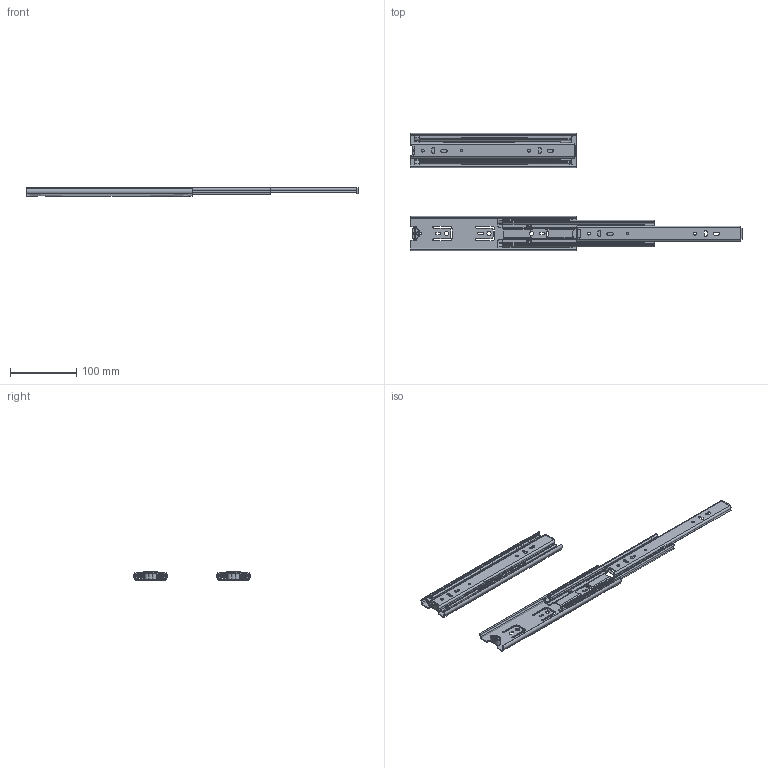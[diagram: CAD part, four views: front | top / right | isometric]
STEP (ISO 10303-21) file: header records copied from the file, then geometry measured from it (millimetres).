
FILE_DESCRIPTION(/* description */ (''),/* implementation_level */ '2;1');
FILE_NAME(/* name */ 'DZ3932-0025.stp',/* time_stamp */ '2021-12-03T12:22:37+00:00',/* author */ ('kchown'),/* organization */ (''),/* preprocessor_version */ 'ST-DEVELOPER v18',/* originating_system */ 'Autodesk Inventor 2020',/* authorisation */ '');
FILE_SCHEMA (('AUTOMOTIVE_DESIGN { 1 0 10303 214 3 1 1 }'));
Products named in the file (35): Accuride_3932-10; Accuride_3932-10_1; Accuride_3932-10_1_1; Accuride_3932-10_2; Accuride_3932-10_3; Accuride_3932-10_4; Accuride_3932-10_5; Accuride_3932-10_6; Accuride_3932-10_7; Accuride_3932-10_8; Accuride_3932-10_9; Accuride_3932-10_10; Accuride_3932-10_11; Accuride_3932-10_12; Accuride_3932-10_13; Accuride_3932-10_14; Accuride_3932-10_15; Accuride_3932-10_16; Accuride_3932-10_17; Accuride_3932-10_18; Accuride_3932-10_19; Accuride_3932-10_20; Accuride_3932-10_21; Accuride_3932-10_22; Accuride_3932-10_23; Accuride_3932-10_24; Accuride_3932-10_25; Accuride_3932-10_26; Accuride_3932-10_27; Accuride_3932-10_28; Accuride_3932-10_29; Accuride_3932-10_30; Accuride_3932-10_31; Accuride_3932-10_32; Accuride_3932-10_33
Assembly tree (34 placements, depth 2):
  Accuride_3932-10
    Accuride_3932-10_1
    Accuride_3932-10_1_1
    Accuride_3932-10_2
    Accuride_3932-10_3
    Accuride_3932-10_4
    Accuride_3932-10_5
    Accuride_3932-10_6
    Accuride_3932-10_7
    Accuride_3932-10_8
    Accuride_3932-10_9
    Accuride_3932-10_10
    Accuride_3932-10_11
    Accuride_3932-10_12
    Accuride_3932-10_13
    Accuride_3932-10_14
    Accuride_3932-10_15
    Accuride_3932-10_16
    Accuride_3932-10_17
    Accuride_3932-10_18
    Accuride_3932-10_19
    Accuride_3932-10_20
    Accuride_3932-10_21
    Accuride_3932-10_22
    Accuride_3932-10_23
    Accuride_3932-10_24
    Accuride_3932-10_25
    Accuride_3932-10_26
    Accuride_3932-10_27
    Accuride_3932-10_28
    Accuride_3932-10_29
    Accuride_3932-10_30
    Accuride_3932-10_31
    Accuride_3932-10_32
    Accuride_3932-10_33
Bounding box: 499.97 x 176.26 x 12.76 mm (x, y, z)
Volume: 149979.1 mm3; surface area: 202957.5 mm2
Topology: 34 solids, 34 shells, 1400 faces, 4412 edges, 2938 vertices
Faces by surface type: plane 678, cylinder 658, bspline 60, sphere 4
Full cylindrical faces by diameter (mm): 3.2 x2, 4.2 x2, 4.4 x4, 4.5 x4, 5.6 x32, 5.7 x2, 6.2 x8, 8.5 x2
Entity records: 69877 total; most frequent: CARTESIAN_POINT 28549, ORIENTED_EDGE 8824, DIRECTION 8080, EDGE_CURVE 4412, VERTEX_POINT 2938, AXIS2_PLACEMENT_3D 2745, LINE 2590, VECTOR 2590
